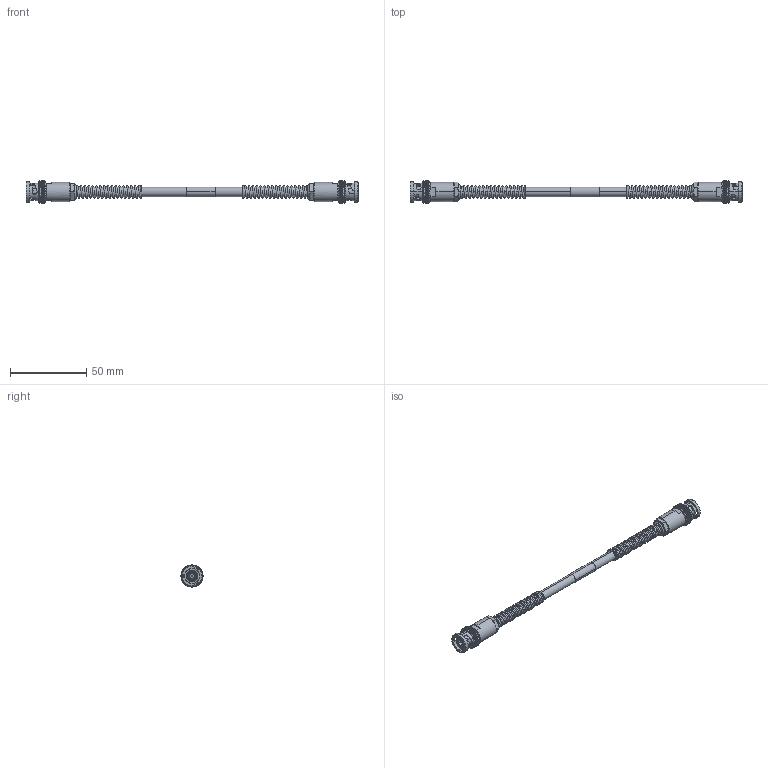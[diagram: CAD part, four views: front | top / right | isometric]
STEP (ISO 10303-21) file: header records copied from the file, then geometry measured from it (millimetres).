
FILE_DESCRIPTION (( 'STEP AP214' ), '1' );
FILE_NAME ('FM3MSA00229_3D.step', '2023-08-16T19:30:21', ( '' ), ( '' ), 'SwSTEP 2.0', 'SolidWorks 2022', '' );
FILE_SCHEMA (( 'AUTOMOTIVE_DESIGN' ));
Length unit declared in the file: inch
Products named in the file (12): 1AW01-003_.25" x .75" long; 10-06033-XXX-MA7; 10-06033-XXX-MA2(S); 10-06033-XXX-MA6; 10-06033-XXX-MA5; TWCH-78-2; 10-06033-XXX-MA3; 10-06033-XXX-MA8; 10-06033-XXX-MA4; 10-06033-XXX-MA1; 10-06033-XXX(S); FM3MSA00229_3D
Assembly tree (12 placements, depth 3):
  FM3MSA00229_3D
    TWCH-78-2
    1AW01-003_.25" x .75" long
    10-06033-XXX(S)  x2
      10-06033-XXX-MA1
      10-06033-XXX-MA2(S)
      10-06033-XXX-MA3
      10-06033-XXX-MA4
      10-06033-XXX-MA5
      10-06033-XXX-MA6
      10-06033-XXX-MA7
      10-06033-XXX-MA8
Bounding box: 218.4 x 14.49 x 14.49 mm (x, y, z)
Volume: 11705.6 mm3; surface area: 16354.4 mm2
Topology: 20 solids, 20 shells, 1598 faces, 4430 edges, 2900 vertices
Faces by surface type: cylinder 844, torus 384, plane 224, cone 112, bspline 34
Entity records: 35673 total; most frequent: CARTESIAN_POINT 14301, ORIENTED_EDGE 4444, DIRECTION 4324, EDGE_CURVE 2222, AXIS2_PLACEMENT_3D 1859, VERTEX_POINT 1456, CIRCLE 1056, EDGE_LOOP 848
